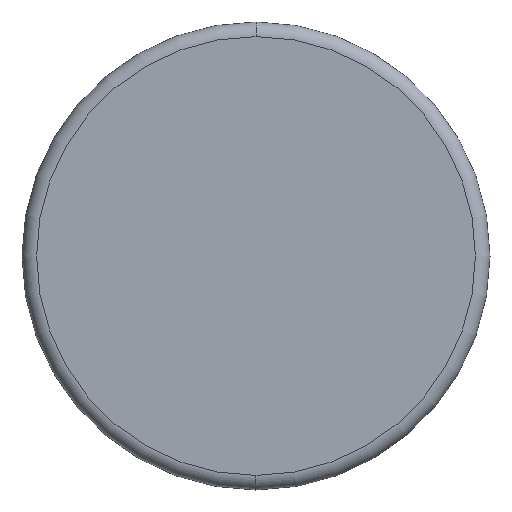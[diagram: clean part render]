
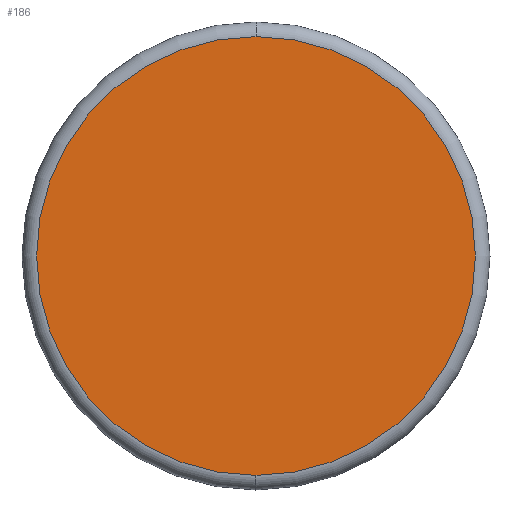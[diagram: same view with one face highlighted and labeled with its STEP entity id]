
A CAD part, left-side view. The second image highlights one B-rep face of the part: STEP entity #186.
In plain terms, the highlighted planar face has unit normal (-1, 0, 0).
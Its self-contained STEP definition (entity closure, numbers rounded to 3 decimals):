
#14 = EDGE_CURVE ( 'NONE', #58, #127, #288, .T. ) ;
#58 = VERTEX_POINT ( 'NONE', #147 ) ;
#65 = PLANE ( 'NONE',  #157 ) ;
#76 = DIRECTION ( 'NONE',  ( -1., 0., 0. ) ) ;
#111 = CARTESIAN_POINT ( 'NONE',  ( -3., 0., 0. ) ) ;
#127 = VERTEX_POINT ( 'NONE', #207 ) ;
#147 = CARTESIAN_POINT ( 'NONE',  ( -3., 0., 7.5 ) ) ;
#157 = AXIS2_PLACEMENT_3D ( 'NONE', #174, #263, #281 ) ;
#170 = CIRCLE ( 'NONE', #264, 7.5 ) ;
#174 = CARTESIAN_POINT ( 'NONE',  ( -3., 7.5, 0. ) ) ;
#181 = ORIENTED_EDGE ( 'NONE', *, *, #255, .T. ) ;
#186 = ADVANCED_FACE ( 'NONE', ( #203 ), #65, .F. ) ;
#192 = DIRECTION ( 'NONE',  ( 0., 0., 1. ) ) ;
#203 = FACE_OUTER_BOUND ( 'NONE', #237, .T. ) ;
#207 = CARTESIAN_POINT ( 'NONE',  ( -3., 0., -7.5 ) ) ;
#214 = CARTESIAN_POINT ( 'NONE',  ( -3., 0., 0. ) ) ;
#224 = DIRECTION ( 'NONE',  ( -1., 0., 0. ) ) ;
#235 = AXIS2_PLACEMENT_3D ( 'NONE', #111, #224, #192 ) ;
#237 = EDGE_LOOP ( 'NONE', ( #357, #181 ) ) ;
#238 = DIRECTION ( 'NONE',  ( 0., 0., 1. ) ) ;
#255 = EDGE_CURVE ( 'NONE', #127, #58, #170, .T. ) ;
#263 = DIRECTION ( 'NONE',  ( 1., 0., 0. ) ) ;
#264 = AXIS2_PLACEMENT_3D ( 'NONE', #214, #76, #238 ) ;
#281 = DIRECTION ( 'NONE',  ( 0., 0., -1. ) ) ;
#288 = CIRCLE ( 'NONE', #235, 7.5 ) ;
#357 = ORIENTED_EDGE ( 'NONE', *, *, #14, .T. ) ;
